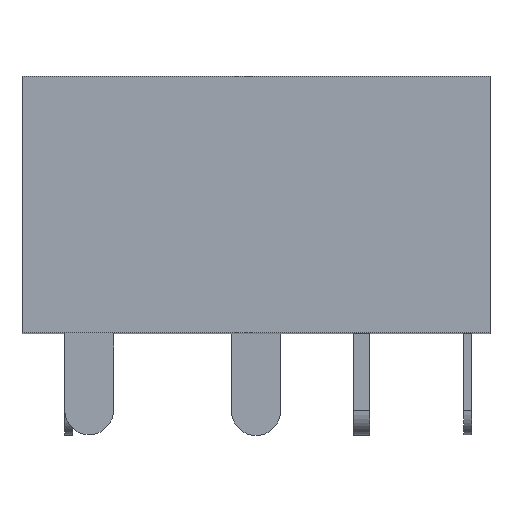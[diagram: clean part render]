
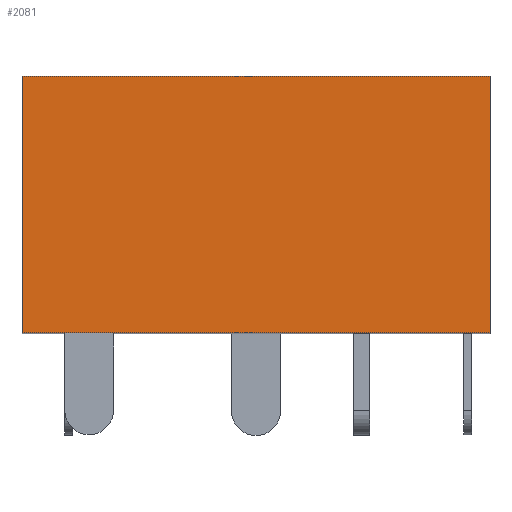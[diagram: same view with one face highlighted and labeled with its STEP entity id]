
A CAD part, top view. The second image highlights one B-rep face of the part: STEP entity #2081.
In plain terms, the highlighted planar face has unit normal (0, 0, 1).
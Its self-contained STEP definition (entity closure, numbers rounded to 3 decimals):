
#24 = EDGE_LOOP ( 'NONE', ( #1235, #2801, #494, #3532 ) ) ;
#131 = LINE ( 'NONE', #2739, #2463 ) ;
#280 = AXIS2_PLACEMENT_3D ( 'NONE', #661, #3141, #1706 ) ;
#390 = CARTESIAN_POINT ( 'NONE',  ( 5.75, 6.3, 7.1 ) ) ;
#494 = ORIENTED_EDGE ( 'NONE', *, *, #746, .F. ) ;
#659 = VERTEX_POINT ( 'NONE', #390 ) ;
#661 = CARTESIAN_POINT ( 'NONE',  ( -5.75, 6.3, 7.1 ) ) ;
#746 = EDGE_CURVE ( 'NONE', #975, #659, #131, .T. ) ;
#776 = LINE ( 'NONE', #3415, #1945 ) ;
#836 = LINE ( 'NONE', #853, #3192 ) ;
#853 = CARTESIAN_POINT ( 'NONE',  ( -5.75, 0., 7.1 ) ) ;
#910 = DIRECTION ( 'NONE',  ( 1., 0., 0. ) ) ;
#975 = VERTEX_POINT ( 'NONE', #1965 ) ;
#1049 = VERTEX_POINT ( 'NONE', #1213 ) ;
#1213 = CARTESIAN_POINT ( 'NONE',  ( -5.75, 0., 7.1 ) ) ;
#1235 = ORIENTED_EDGE ( 'NONE', *, *, #2446, .T. ) ;
#1320 = CARTESIAN_POINT ( 'NONE',  ( 5.75, 0., 7.1 ) ) ;
#1614 = DIRECTION ( 'NONE',  ( 1., 0., 0. ) ) ;
#1706 = DIRECTION ( 'NONE',  ( -1., 0., 0. ) ) ;
#1945 = VECTOR ( 'NONE', #2003, 1000. ) ;
#1961 = VECTOR ( 'NONE', #2433, 1000. ) ;
#1965 = CARTESIAN_POINT ( 'NONE',  ( -5.75, 6.3, 7.1 ) ) ;
#2003 = DIRECTION ( 'NONE',  ( 0., -1., 0. ) ) ;
#2081 = ADVANCED_FACE ( 'NONE', ( #2147 ), #2582, .F. ) ;
#2131 = CARTESIAN_POINT ( 'NONE',  ( 5.75, 6.3, 7.1 ) ) ;
#2147 = FACE_OUTER_BOUND ( 'NONE', #24, .T. ) ;
#2433 = DIRECTION ( 'NONE',  ( 0., -1., 0. ) ) ;
#2446 = EDGE_CURVE ( 'NONE', #1049, #2562, #836, .T. ) ;
#2463 = VECTOR ( 'NONE', #1614, 1000. ) ;
#2562 = VERTEX_POINT ( 'NONE', #1320 ) ;
#2582 = PLANE ( 'NONE',  #280 ) ;
#2690 = EDGE_CURVE ( 'NONE', #659, #2562, #3149, .T. ) ;
#2739 = CARTESIAN_POINT ( 'NONE',  ( -5.75, 6.3, 7.1 ) ) ;
#2771 = EDGE_CURVE ( 'NONE', #975, #1049, #776, .T. ) ;
#2801 = ORIENTED_EDGE ( 'NONE', *, *, #2690, .F. ) ;
#3141 = DIRECTION ( 'NONE',  ( 0., 0., -1. ) ) ;
#3149 = LINE ( 'NONE', #2131, #1961 ) ;
#3192 = VECTOR ( 'NONE', #910, 1000. ) ;
#3415 = CARTESIAN_POINT ( 'NONE',  ( -5.75, 6.3, 7.1 ) ) ;
#3532 = ORIENTED_EDGE ( 'NONE', *, *, #2771, .T. ) ;
